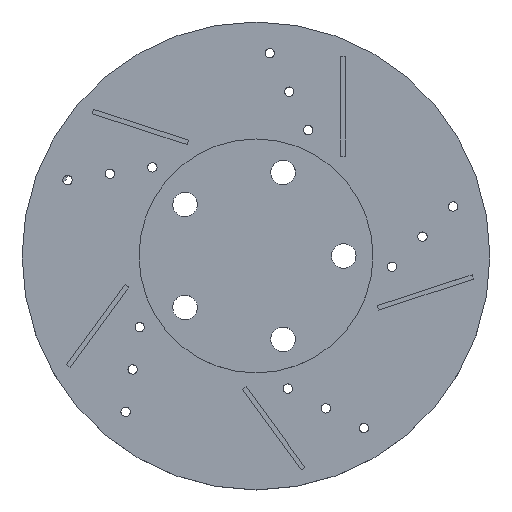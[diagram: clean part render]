
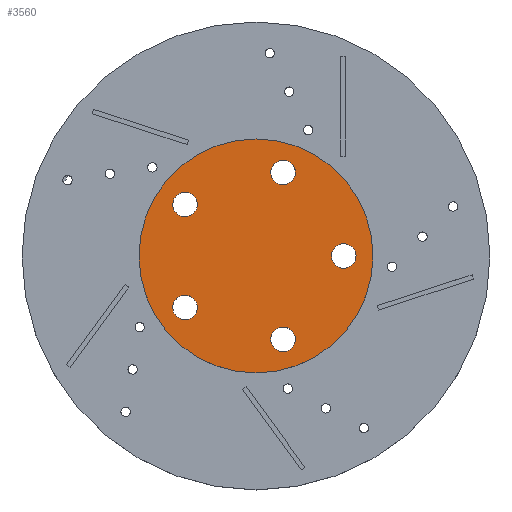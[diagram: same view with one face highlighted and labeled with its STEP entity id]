
A CAD part, top view. The second image highlights one B-rep face of the part: STEP entity #3560.
In plain terms, the highlighted planar face has unit normal (0, 0, 1).
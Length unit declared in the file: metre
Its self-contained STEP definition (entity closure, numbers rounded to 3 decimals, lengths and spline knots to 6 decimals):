
#232 = CARTESIAN_POINT('NONE', (-0.0762, 0, -0));
#233 = VERTEX_POINT('NONE', #232);
#236 = CARTESIAN_POINT('NONE', (0.049149, 0., -0));
#237 = VERTEX_POINT('NONE', #236);
#240 = CARTESIAN_POINT('NONE', (0.015188, -0.046743, -0));
#241 = VERTEX_POINT('NONE', #240);
#244 = CARTESIAN_POINT('NONE', (-0.039762, -0.028889, -0));
#245 = VERTEX_POINT('NONE', #244);
#248 = CARTESIAN_POINT('NONE', (-0.039762, 0.028889, -0));
#249 = VERTEX_POINT('NONE', #248);
#252 = CARTESIAN_POINT('NONE', (0.015188, 0.046743, -0));
#253 = VERTEX_POINT('NONE', #252);
#1178 = DIRECTION('NONE', (-1, 0, -0));
#1179 = DIRECTION('NONE', (0, -0, -1));
#1180 = CARTESIAN_POINT('NONE', (0, -0, -0));
#1181 = AXIS2_PLACEMENT_3D('NONE', #1180, #1179, #1178);
#1182 = CIRCLE('NONE', #1181, 0.0762);
#1192 = DIRECTION('NONE', (-1, 0., -0));
#1193 = DIRECTION('NONE', (0, -0, 1));
#1194 = CARTESIAN_POINT('NONE', (0.05715, 0, 0));
#1195 = AXIS2_PLACEMENT_3D('NONE', #1194, #1193, #1192);
#1196 = CIRCLE('NONE', #1195, 0.008001);
#1206 = DIRECTION('NONE', (-0.309, 0.951, -0));
#1207 = DIRECTION('NONE', (-0, 0, 1));
#1208 = CARTESIAN_POINT('NONE', (0.01766, -0.054353, -0));
#1209 = AXIS2_PLACEMENT_3D('NONE', #1208, #1207, #1206);
#1210 = CIRCLE('NONE', #1209, 0.008001);
#1220 = DIRECTION('NONE', (0.809, 0.588, -0));
#1221 = DIRECTION('NONE', (0, 0, 1));
#1222 = CARTESIAN_POINT('NONE', (-0.046235, -0.033592, -0));
#1223 = AXIS2_PLACEMENT_3D('NONE', #1222, #1221, #1220);
#1224 = CIRCLE('NONE', #1223, 0.008001);
#1234 = DIRECTION('NONE', (0.809, -0.588, -0));
#1235 = DIRECTION('NONE', (0, 0, 1));
#1236 = CARTESIAN_POINT('NONE', (-0.046235, 0.033592, 0));
#1237 = AXIS2_PLACEMENT_3D('NONE', #1236, #1235, #1234);
#1238 = CIRCLE('NONE', #1237, 0.008001);
#1248 = DIRECTION('NONE', (-0.309, -0.951, -0));
#1249 = DIRECTION('NONE', (0, -0, 1));
#1250 = CARTESIAN_POINT('NONE', (0.01766, 0.054353, 0));
#1251 = AXIS2_PLACEMENT_3D('NONE', #1250, #1249, #1248);
#1252 = CIRCLE('NONE', #1251, 0.008001);
#1967 = EDGE_CURVE('NONE', #233, #233, #1182, .T.);
#1970 = EDGE_CURVE('NONE', #237, #237, #1196, .T.);
#1973 = EDGE_CURVE('NONE', #241, #241, #1210, .T.);
#1976 = EDGE_CURVE('NONE', #245, #245, #1224, .T.);
#1979 = EDGE_CURVE('NONE', #249, #249, #1238, .T.);
#1982 = EDGE_CURVE('NONE', #253, #253, #1252, .T.);
#2559 = CARTESIAN_POINT('NONE', (0, 0, -0));
#2560 = DIRECTION('NONE', (0, -0, -1));
#2561 = AXIS2_PLACEMENT_3D('NONE', #2559, #2560, $);
#2562 = PLANE('NONE', #2561);
#3542 = ORIENTED_EDGE('NONE', *, *, #1967, .F.);
#3543 = ORIENTED_EDGE('NONE', *, *, #1970, .F.);
#3544 = ORIENTED_EDGE('NONE', *, *, #1973, .F.);
#3545 = ORIENTED_EDGE('NONE', *, *, #1976, .F.);
#3546 = ORIENTED_EDGE('NONE', *, *, #1979, .F.);
#3547 = ORIENTED_EDGE('NONE', *, *, #1982, .F.);
#3548 = EDGE_LOOP('NONE', (#3542));
#3549 = FACE_BOUND('NONE', #3548, .T.);
#3550 = EDGE_LOOP('NONE', (#3543));
#3551 = FACE_BOUND('NONE', #3550, .T.);
#3552 = EDGE_LOOP('NONE', (#3544));
#3553 = FACE_BOUND('NONE', #3552, .T.);
#3554 = EDGE_LOOP('NONE', (#3545));
#3555 = FACE_BOUND('NONE', #3554, .T.);
#3556 = EDGE_LOOP('NONE', (#3546));
#3557 = FACE_BOUND('NONE', #3556, .T.);
#3558 = EDGE_LOOP('NONE', (#3547));
#3559 = FACE_BOUND('NONE', #3558, .T.);
#3560 = ADVANCED_FACE('NONE', (#3549, #3551, #3553, #3555, #3557, #3559), #2562, .F.);
